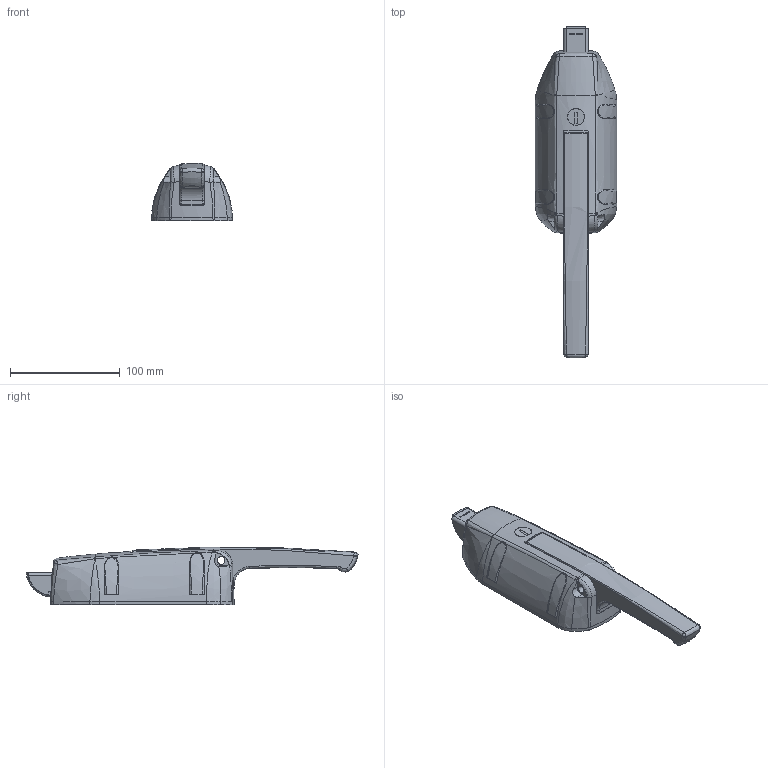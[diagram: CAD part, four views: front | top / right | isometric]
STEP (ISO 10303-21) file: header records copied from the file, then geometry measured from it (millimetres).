
FILE_DESCRIPTION (( 'STEP AP203' ), '1' );
FILE_NAME ('FA-740-1.STEP', '2020-02-20T00:37:03', ( '' ), ( '' ), 'SwSTEP 2.0', 'SolidWorks 2018', '' );
FILE_SCHEMA (( 'CONFIG_CONTROL_DESIGN' ));
Length unit declared in the file: millimetre
Products named in the file (23): FA-740-1_十字穴付皿小ねじ_内径基準ver1.02__M4x12十字穴付皿小ねじ(SUS); FA-740-1_軸押えプレート_; FA-740-1_十字穴付小ねじ_内径基準ver1.02__M4x10十字穴付なべ小ねじ(SUS); FA-740-1_ロックプレート_; FA-740-1_ラッチ先端樹脂_; FA-740-1_主軸_; FA-740-1_本体ケース_; FA-740-1_十字穴付小ねじ_内径基準ver1.02__M3x8十字穴付なべ小ねじ(SUS); FA-740-1_儔僢僠Assy_; FA-740-1_ハンドルレバー_; FA-740-1_ローターカム_; FA-740-1_ボルトキャップ小_; FA-740-1_ラッチケース_; FA-740-1_ローター_; FA-740-1_ボルトキャップ大_; FA-740-1_冇6.5儔僢僠幉_; FA-740-1_スプリングピン_; FA-740-1_スペーサーリング_; FA-740-1_リセットレバー_; FA-740-1; FA-740-1_底板_; FA-740-1_作動レバー_; FA-740-1_十字穴付小ねじ_内径基準ver1.02__M4x6十字穴付トラス小ねじ(SUS)
Assembly tree (32 placements, depth 3):
  FA-740-1
    FA-740-1_本体ケース_
    FA-740-1_ハンドルレバー_
    FA-740-1_底板_
    FA-740-1_儔僢僠Assy_
      FA-740-1_ラッチケース_
      FA-740-1_ラッチ先端樹脂_
      FA-740-1_冇6.5儔僢僠幉_
    FA-740-1_リセットレバー_
    FA-740-1_作動レバー_  x2
    FA-740-1_スプリングピン_
    FA-740-1_主軸_
    FA-740-1_スペーサーリング_  x2
    FA-740-1_十字穴付小ねじ_内径基準ver1.02__M4x10十字穴付なべ小ねじ(SUS)  x4
    FA-740-1_軸押えプレート_  x2
    FA-740-1_ローター_
    FA-740-1_ローターカム_
    FA-740-1_ロックプレート_
    FA-740-1_十字穴付小ねじ_内径基準ver1.02__M4x6十字穴付トラス小ねじ(SUS)
    FA-740-1_十字穴付小ねじ_内径基準ver1.02__M3x8十字穴付なべ小ねじ(SUS)
    FA-740-1_十字穴付皿小ねじ_内径基準ver1.02__M4x12十字穴付皿小ねじ(SUS)  x3
    FA-740-1_ボルトキャップ小_  x2
    FA-740-1_ボルトキャップ大_  x2
Bounding box: 74 x 302.92 x 52.53 mm (x, y, z)
Volume: 263801.5 mm3; surface area: 152359.4 mm2
Topology: 31 solids, 31 shells, 1734 faces, 4595 edges, 2929 vertices
Faces by surface type: plane 695, cylinder 611, bspline 223, cone 111, torus 65, sphere 29
Entity records: 59328 total; most frequent: CARTESIAN_POINT 21964, ORIENTED_EDGE 7640, DIRECTION 6836, EDGE_CURVE 3820, AXIS2_PLACEMENT_3D 2497, VERTEX_POINT 2438, VECTOR 1842, LINE 1842
